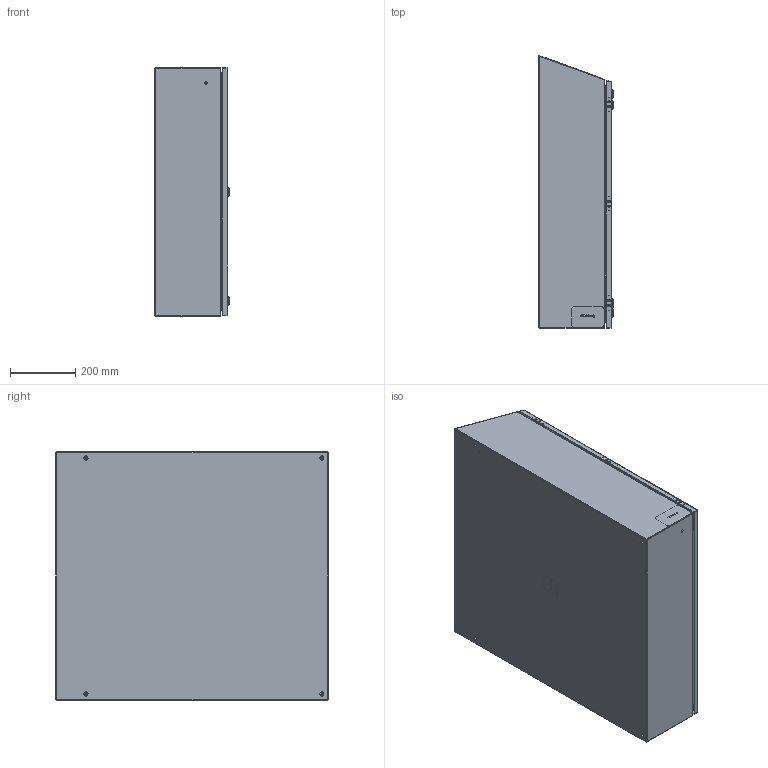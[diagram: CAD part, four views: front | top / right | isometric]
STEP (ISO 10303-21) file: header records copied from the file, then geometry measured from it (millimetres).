
FILE_DESCRIPTION (( 'STEP AP214' ), '1' );
FILE_NAME ('ST303008SS.STEP', '2019-07-11T14:47:16', ( '' ), ( '' ), 'SwSTEP 2.0', 'SolidWorks 2018', '' );
FILE_SCHEMA (( 'AUTOMOTIVE_DESIGN' ));
Length unit declared in the file: inch
Products named in the file (1): ST303008SS
Bounding box: 228.52 x 835.22 x 762 mm (x, y, z)
Volume: 3957490.4 mm3; surface area: 4367638.7 mm2
Topology: 45 solids, 46 shells, 1421 faces, 3450 edges, 2196 vertices
Faces by surface type: plane 753, cylinder 355, bspline 247, torus 36, cone 30
Entity records: 65065 total; most frequent: CARTESIAN_POINT 13779, ORIENTED_EDGE 6868, DIRECTION 6209, EDGE_CURVE 3434, VERTEX_POINT 2196, LINE 2099, VECTOR 2099, AXIS2_PLACEMENT_3D 2055
